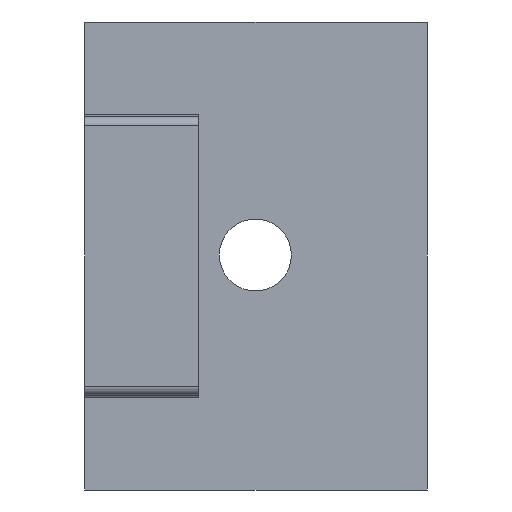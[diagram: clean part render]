
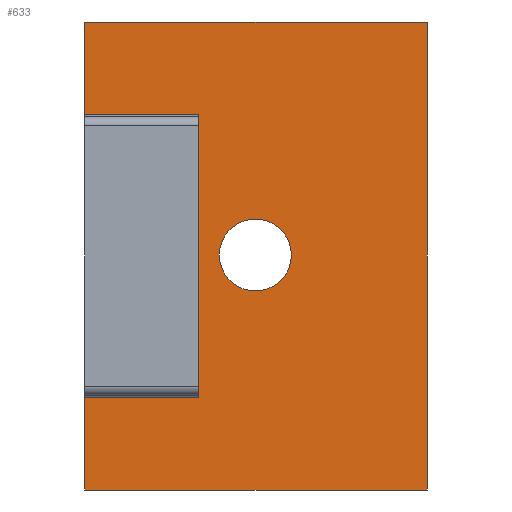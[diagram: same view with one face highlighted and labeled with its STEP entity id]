
A CAD part, front view. The second image highlights one B-rep face of the part: STEP entity #633.
In plain terms, the highlighted planar face has unit normal (0, -1, 0).
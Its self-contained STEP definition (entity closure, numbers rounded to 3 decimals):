
#15=FACE_BOUND('',#98,.T.);
#33=PLANE('',#696);
#64=FACE_OUTER_BOUND('',#97,.T.);
#97=EDGE_LOOP('',(#554,#555,#556,#557,#558,#559,#560,#561));
#98=EDGE_LOOP('',(#562));
#124=LINE('',#932,#194);
#142=LINE('',#984,#212);
#148=LINE('',#996,#218);
#159=LINE('',#1021,#229);
#161=LINE('',#1024,#231);
#166=LINE('',#1036,#236);
#167=LINE('',#1038,#237);
#168=LINE('',#1039,#238);
#194=VECTOR('',#748,10.);
#212=VECTOR('',#792,10.);
#218=VECTOR('',#798,10.);
#229=VECTOR('',#827,10.);
#231=VECTOR('',#831,10.);
#236=VECTOR('',#848,10.);
#237=VECTOR('',#849,10.);
#238=VECTOR('',#850,10.);
#266=CIRCLE('',#697,3.15);
#286=VERTEX_POINT('',#929);
#287=VERTEX_POINT('',#931);
#307=VERTEX_POINT('',#981);
#308=VERTEX_POINT('',#983);
#313=VERTEX_POINT('',#993);
#314=VERTEX_POINT('',#995);
#320=VERTEX_POINT('',#1035);
#321=VERTEX_POINT('',#1037);
#322=VERTEX_POINT('',#1040);
#350=EDGE_CURVE('',#287,#286,#124,.T.);
#376=EDGE_CURVE('',#307,#308,#142,.T.);
#382=EDGE_CURVE('',#313,#314,#148,.T.);
#395=EDGE_CURVE('',#286,#314,#159,.T.);
#397=EDGE_CURVE('',#307,#287,#161,.T.);
#402=EDGE_CURVE('',#313,#320,#166,.T.);
#403=EDGE_CURVE('',#321,#320,#167,.T.);
#404=EDGE_CURVE('',#308,#321,#168,.T.);
#405=EDGE_CURVE('',#322,#322,#266,.T.);
#554=ORIENTED_EDGE('',*,*,#397,.T.);
#555=ORIENTED_EDGE('',*,*,#350,.T.);
#556=ORIENTED_EDGE('',*,*,#395,.T.);
#557=ORIENTED_EDGE('',*,*,#382,.F.);
#558=ORIENTED_EDGE('',*,*,#402,.T.);
#559=ORIENTED_EDGE('',*,*,#403,.F.);
#560=ORIENTED_EDGE('',*,*,#404,.F.);
#561=ORIENTED_EDGE('',*,*,#376,.F.);
#562=ORIENTED_EDGE('',*,*,#405,.T.);
#633=ADVANCED_FACE('',(#64,#15),#33,.T.);
#696=AXIS2_PLACEMENT_3D('',#1034,#846,#847);
#697=AXIS2_PLACEMENT_3D('',#1041,#851,#852);
#748=DIRECTION('',(0.,0.,-1.));
#792=DIRECTION('',(0.,0.,1.));
#798=DIRECTION('',(0.,0.,1.));
#827=DIRECTION('',(-1.,0.,0.));
#831=DIRECTION('',(1.,0.,0.));
#846=DIRECTION('center_axis',(0.,-1.,0.));
#847=DIRECTION('ref_axis',(0.,0.,-1.));
#848=DIRECTION('',(1.,0.,0.));
#849=DIRECTION('',(0.,0.,-1.));
#850=DIRECTION('',(1.,0.,0.));
#851=DIRECTION('center_axis',(0.,1.,0.));
#852=DIRECTION('ref_axis',(-1.,0.,0.));
#929=CARTESIAN_POINT('',(280.,584.551,277.567));
#931=CARTESIAN_POINT('',(280.,584.551,302.378));
#932=CARTESIAN_POINT('',(280.,584.551,300.25));
#981=CARTESIAN_POINT('',(270.,584.551,302.378));
#983=CARTESIAN_POINT('',(270.,584.551,310.5));
#984=CARTESIAN_POINT('',(270.,584.551,269.5));
#993=CARTESIAN_POINT('',(270.,584.551,269.5));
#995=CARTESIAN_POINT('',(270.,584.551,277.567));
#996=CARTESIAN_POINT('',(270.,584.551,269.5));
#1021=CARTESIAN_POINT('',(270.,584.551,277.567));
#1024=CARTESIAN_POINT('',(270.,584.551,302.378));
#1034=CARTESIAN_POINT('Origin',(270.,584.551,310.5));
#1035=CARTESIAN_POINT('',(300.,584.551,269.5));
#1036=CARTESIAN_POINT('',(270.,584.551,269.5));
#1037=CARTESIAN_POINT('',(300.,584.551,310.5));
#1038=CARTESIAN_POINT('',(300.,584.551,269.5));
#1039=CARTESIAN_POINT('',(270.,584.551,310.5));
#1040=CARTESIAN_POINT('',(288.095,584.551,290.085));
#1041=CARTESIAN_POINT('Origin',(284.945,584.551,290.085));
